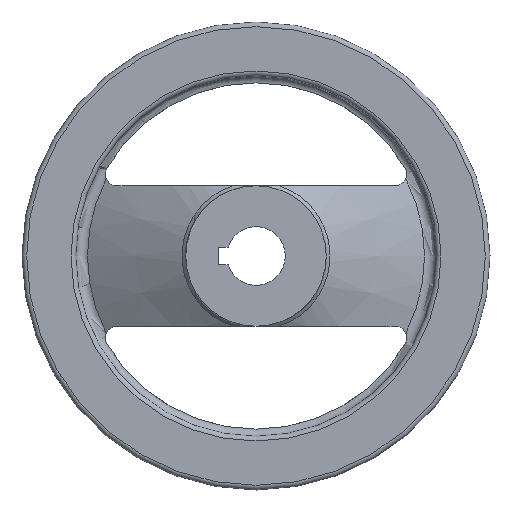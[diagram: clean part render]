
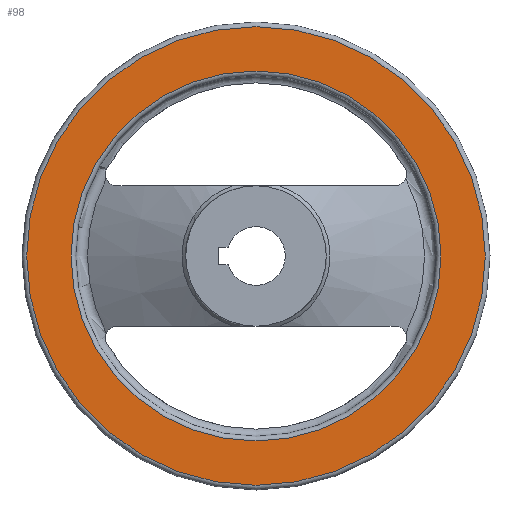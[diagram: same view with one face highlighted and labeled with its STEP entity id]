
A CAD part, left-side view. The second image highlights one B-rep face of the part: STEP entity #98.
In plain terms, the highlighted planar face has unit normal (-1, 0, 0).
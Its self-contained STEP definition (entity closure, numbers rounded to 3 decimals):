
#98 = ADVANCED_FACE( '', ( #207, #208 ), #209, .F. );
#207 = FACE_OUTER_BOUND( '', #324, .T. );
#208 = FACE_BOUND( '', #325, .T. );
#209 = PLANE( '', #326 );
#324 = EDGE_LOOP( '', ( #554 ) );
#325 = EDGE_LOOP( '', ( #555 ) );
#326 = AXIS2_PLACEMENT_3D( '', #556, #557, #558 );
#554 = ORIENTED_EDGE( '', *, *, #698, .F. );
#555 = ORIENTED_EDGE( '', *, *, #647, .T. );
#556 = CARTESIAN_POINT( '', ( 15.2, 31.62, 0. ) );
#557 = DIRECTION( '', ( 1., 0., 0. ) );
#558 = DIRECTION( '', ( 0., 0., -1. ) );
#647 = EDGE_CURVE( '', #759, #759, #760, .T. );
#698 = EDGE_CURVE( '', #842, #842, #843, .T. );
#759 = VERTEX_POINT( '', #955 );
#760 = CIRCLE( '', #956, 31.62 );
#842 = VERTEX_POINT( '', #1215 );
#843 = CIRCLE( '', #1216, 39.2 );
#955 = CARTESIAN_POINT( '', ( 15.2, 0., -31.62 ) );
#956 = AXIS2_PLACEMENT_3D( '', #1370, #1371, #1372 );
#1215 = CARTESIAN_POINT( '', ( 15.2, 0., -39.2 ) );
#1216 = AXIS2_PLACEMENT_3D( '', #1422, #1423, #1424 );
#1370 = CARTESIAN_POINT( '', ( 15.2, 0., 0. ) );
#1371 = DIRECTION( '', ( 1., 0., 0. ) );
#1372 = DIRECTION( '', ( 0., 0., -1. ) );
#1422 = CARTESIAN_POINT( '', ( 15.2, 0., 0. ) );
#1423 = DIRECTION( '', ( 1., 0., 0. ) );
#1424 = DIRECTION( '', ( 0., 0., -1. ) );
